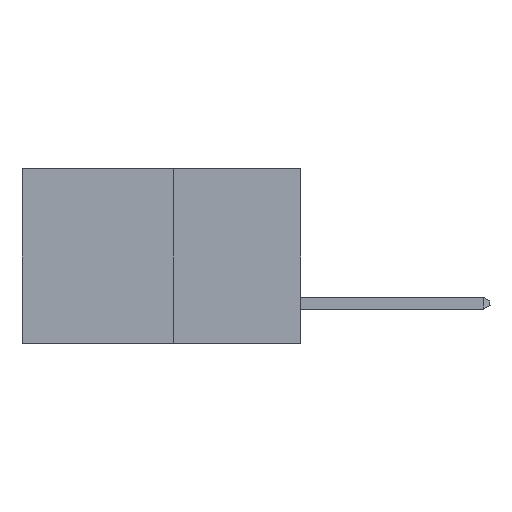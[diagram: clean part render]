
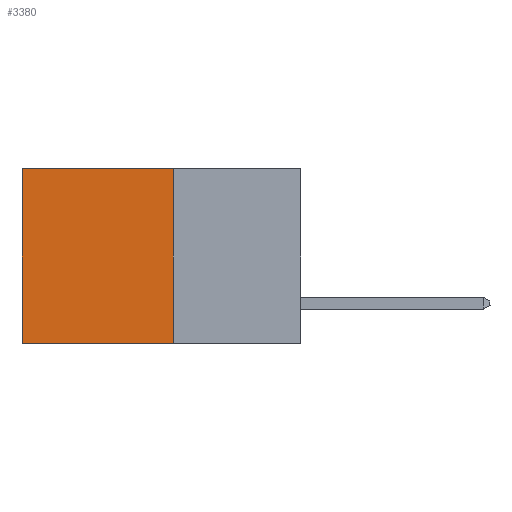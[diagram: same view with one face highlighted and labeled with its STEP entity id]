
A CAD part, left-side view. The second image highlights one B-rep face of the part: STEP entity #3380.
In plain terms, the highlighted planar face has unit normal (-1, 0, 0).
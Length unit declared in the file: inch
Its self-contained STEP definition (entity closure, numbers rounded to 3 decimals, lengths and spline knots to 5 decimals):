
#28 = DIRECTION ( 'NONE',  ( 1., 0., 0. ) ) ;
#115 = FACE_OUTER_BOUND ( 'NONE', #11752, .T. ) ;
#410 = LINE ( 'NONE', #4895, #6155 ) ;
#1444 = LINE ( 'NONE', #6813, #8654 ) ;
#1655 = LINE ( 'NONE', #2584, #4275 ) ;
#1780 = DIRECTION ( 'NONE',  ( 0., 0., -1. ) ) ;
#2267 = VERTEX_POINT ( 'NONE', #5105 ) ;
#2584 = CARTESIAN_POINT ( 'NONE',  ( 0.277, 0.27, -0.37 ) ) ;
#3093 = AXIS2_PLACEMENT_3D ( 'NONE', #7947, #28, #1780 ) ;
#3346 = EDGE_CURVE ( 'NONE', #3656, #10970, #410, .T. ) ;
#3380 = ADVANCED_FACE ( 'NONE', ( #115 ), #8796, .F. ) ;
#3656 = VERTEX_POINT ( 'NONE', #3783 ) ;
#3783 = CARTESIAN_POINT ( 'NONE',  ( 0.277, 0.27, 0. ) ) ;
#3815 = DIRECTION ( 'NONE',  ( 0., 0., -1. ) ) ;
#4096 = ORIENTED_EDGE ( 'NONE', *, *, #3346, .T. ) ;
#4275 = VECTOR ( 'NONE', #8153, 39.37008 ) ;
#4729 = VECTOR ( 'NONE', #3815, 39.37008 ) ;
#4759 = CARTESIAN_POINT ( 'NONE',  ( 0.277, 0.27, -0.37 ) ) ;
#4895 = CARTESIAN_POINT ( 'NONE',  ( 0.277, 0.27, 0. ) ) ;
#5105 = CARTESIAN_POINT ( 'NONE',  ( 0.277, 0.59, -0.37 ) ) ;
#5468 = DIRECTION ( 'NONE',  ( 0., 1., 0. ) ) ;
#5951 = DIRECTION ( 'NONE',  ( 0., 0., -1. ) ) ;
#6155 = VECTOR ( 'NONE', #5468, 39.37008 ) ;
#6413 = ORIENTED_EDGE ( 'NONE', *, *, #10379, .T. ) ;
#6813 = CARTESIAN_POINT ( 'NONE',  ( 0.277, 0.27, -0.37 ) ) ;
#7519 = ORIENTED_EDGE ( 'NONE', *, *, #10203, .F. ) ;
#7947 = CARTESIAN_POINT ( 'NONE',  ( 0.277, 0.27, -0.37 ) ) ;
#8153 = DIRECTION ( 'NONE',  ( 0., 1., 0. ) ) ;
#8299 = VERTEX_POINT ( 'NONE', #4759 ) ;
#8350 = ORIENTED_EDGE ( 'NONE', *, *, #11678, .F. ) ;
#8360 = CARTESIAN_POINT ( 'NONE',  ( 0.277, 0.59, -0.37 ) ) ;
#8654 = VECTOR ( 'NONE', #5951, 39.37008 ) ;
#8796 = PLANE ( 'NONE',  #3093 ) ;
#9815 = LINE ( 'NONE', #8360, #4729 ) ;
#10203 = EDGE_CURVE ( 'NONE', #8299, #2267, #1655, .T. ) ;
#10318 = CARTESIAN_POINT ( 'NONE',  ( 0.277, 0.59, 0. ) ) ;
#10379 = EDGE_CURVE ( 'NONE', #10970, #2267, #9815, .T. ) ;
#10970 = VERTEX_POINT ( 'NONE', #10318 ) ;
#11678 = EDGE_CURVE ( 'NONE', #3656, #8299, #1444, .T. ) ;
#11752 = EDGE_LOOP ( 'NONE', ( #6413, #7519, #8350, #4096 ) ) ;
